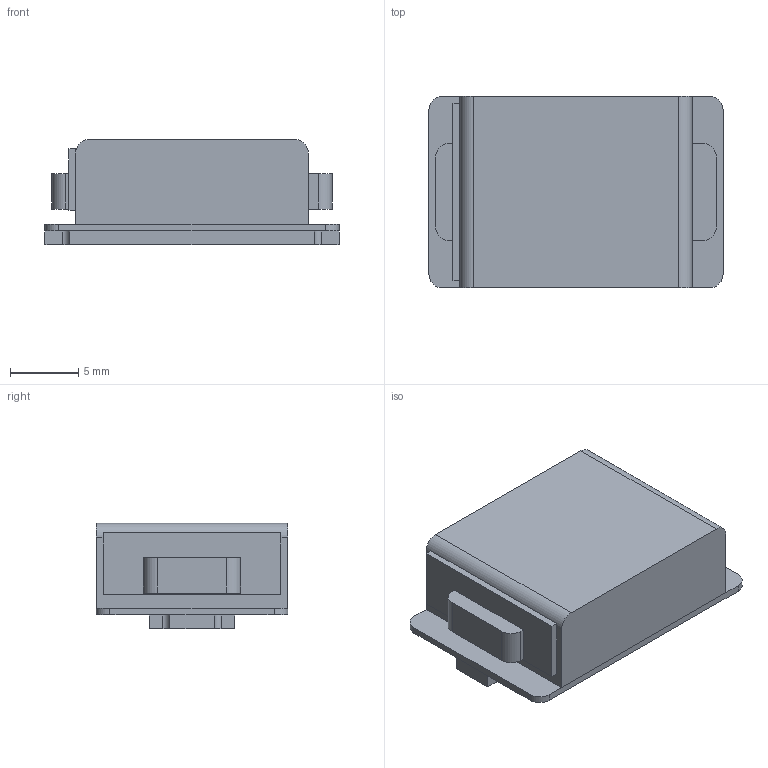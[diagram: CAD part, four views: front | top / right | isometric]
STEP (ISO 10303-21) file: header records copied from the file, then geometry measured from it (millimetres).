
FILE_DESCRIPTION(('FreeCAD Model'),'2;1');
FILE_NAME('transducer.step','2019-07-16T10:19:22',('Author'),(''), 'Open CASCADE STEP processor 7.3','FreeCAD','Unknown');
FILE_SCHEMA(('AUTOMOTIVE_DESIGN { 1 0 10303 214 1 1 1 1 }'));
Length unit declared in the file: millimetre
Products named in the file (2): Fusion; Part
Bounding box: 21.5 x 14 x 7.7 mm (x, y, z)
Volume: 1824.3 mm3; surface area: 1144.7 mm2
Topology: 1 solids, 1 shells, 60 faces, 152 edges, 98 vertices
Faces by surface type: plane 44, cylinder 16
Full cylindrical faces by diameter (mm): 1 x2
Entity records: 4234 total; most frequent: CARTESIAN_POINT 715, DIRECTION 580, LINE 376, VECTOR 376, ORIENTED_EDGE 304, PCURVE 304, DEFINITIONAL_REPRESENTATION 304, EDGE_CURVE 152
